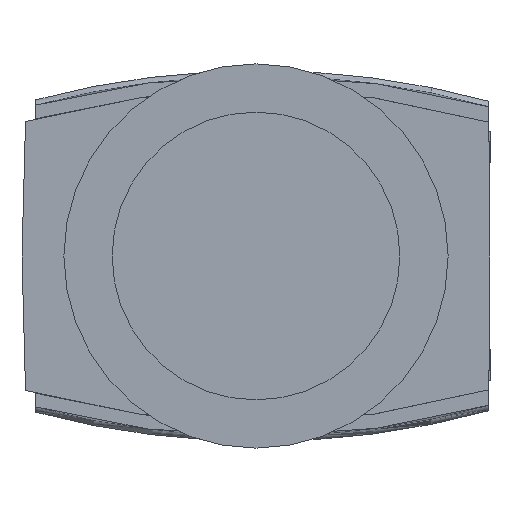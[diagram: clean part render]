
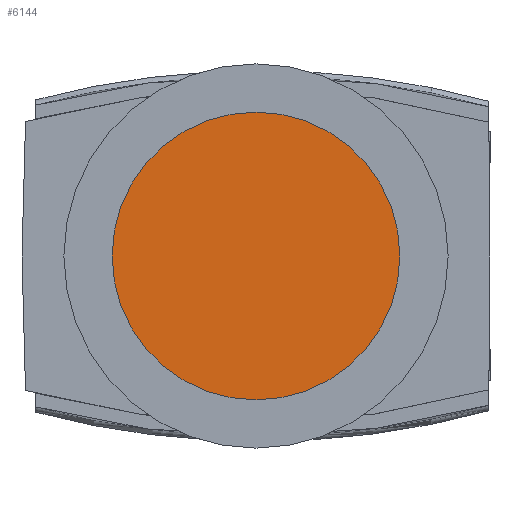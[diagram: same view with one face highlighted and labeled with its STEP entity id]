
A CAD part, front view. The second image highlights one B-rep face of the part: STEP entity #6144.
In plain terms, the highlighted planar face has unit normal (0, -1, 0).
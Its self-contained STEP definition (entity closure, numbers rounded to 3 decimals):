
#3450=CARTESIAN_POINT('',(20.6,-39.1,0.));
#3451=VERTEX_POINT('',#3450);
#3467=CARTESIAN_POINT('',(-20.6,-39.1,0.));
#3468=VERTEX_POINT('',#3467);
#3475=CARTESIAN_POINT('',(0.,-39.1,0.));
#3476=DIRECTION('',(0.0,1.0,0.));
#3477=DIRECTION('',(1.0,0.0,0.0));
#3478=AXIS2_PLACEMENT_3D('',#3475,#3476,#3477);
#3479=CIRCLE('',#3478,20.6);
#3480=EDGE_CURVE('',#3468,#3451,#3479,.T.);
#6129=CARTESIAN_POINT('',(10.3,-39.1,0.));
#6130=DIRECTION('',(0.,-1.0,0.));
#6131=DIRECTION('',(0.0,0.0,1.0));
#6132=AXIS2_PLACEMENT_3D('',#6129,#6130,#6131);
#6133=PLANE('',#6132);
#6134=CARTESIAN_POINT('',(0.,-39.1,0.));
#6135=DIRECTION('',(0.0,1.0,0.));
#6136=DIRECTION('',(1.0,0.0,0.0));
#6137=AXIS2_PLACEMENT_3D('',#6134,#6135,#6136);
#6138=CIRCLE('',#6137,20.6);
#6139=EDGE_CURVE('',#3451,#3468,#6138,.T.);
#6140=ORIENTED_EDGE('',*,*,#6139,.F.);
#6141=ORIENTED_EDGE('',*,*,#3480,.F.);
#6142=EDGE_LOOP('',(#6140,#6141));
#6143=FACE_OUTER_BOUND('',#6142,.T.);
#6144=ADVANCED_FACE('',(#6143),#6133,.T.);
